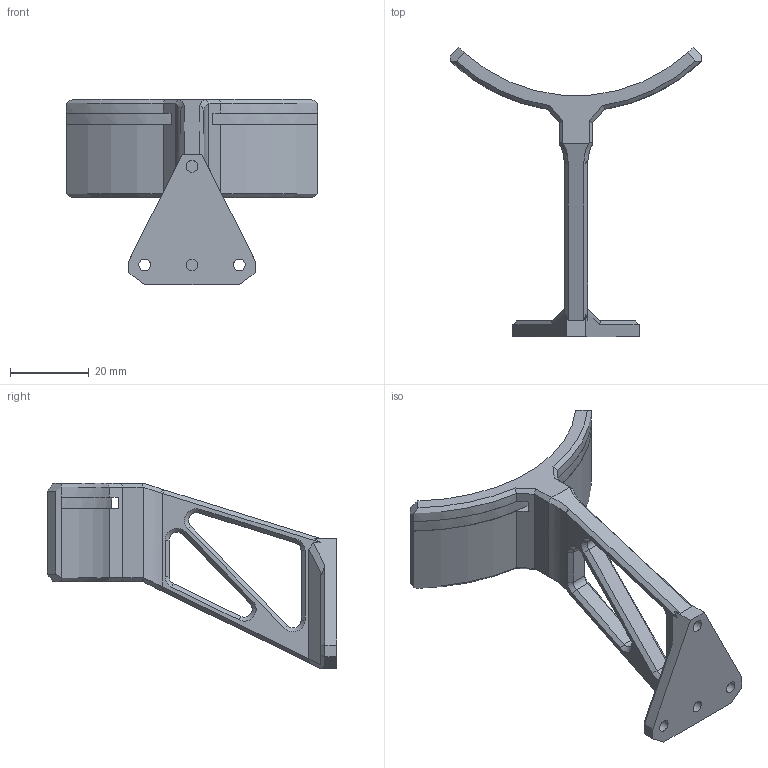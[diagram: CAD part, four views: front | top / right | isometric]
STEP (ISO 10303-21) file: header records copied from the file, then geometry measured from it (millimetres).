
FILE_DESCRIPTION(/* description */ (''),/* implementation_level */ '2;1');
FILE_NAME(/* name */ 'EDF_mount_80mm-stabilizer v8.step',/* time_stamp */ '2026-01-08T23:27:19+01:00',/* author */ (''),/* organization */ (''),/* preprocessor_version */ 'ST-DEVELOPER v20.1',/* originating_system */ 'Autodesk Translation Framework v14.21.0.0',/* authorisation */ '');
FILE_SCHEMA (('AUTOMOTIVE_DESIGN { 1 0 10303 214 3 1 1 }'));
Length unit declared in the file: millimetre
Products named in the file (1): EDF_mount_80mm-stabilizer
Bounding box: 63.64 x 73.3 x 47 mm (x, y, z)
Volume: 15674.7 mm3; surface area: 8767 mm2
Topology: 1 solids, 1 shells, 124 faces, 323 edges, 202 vertices
Faces by surface type: plane 78, cylinder 20, cone 18, bspline 8
Full cylindrical faces by diameter (mm): 3 x4, 3.002 x1
Entity records: 3919 total; most frequent: CARTESIAN_POINT 887, ORIENTED_EDGE 646, DIRECTION 585, EDGE_CURVE 323, LINE 219, VECTOR 219, VERTEX_POINT 202, AXIS2_PLACEMENT_3D 183
